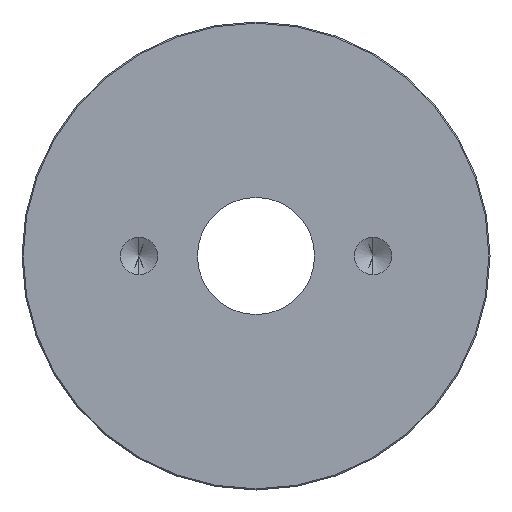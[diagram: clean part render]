
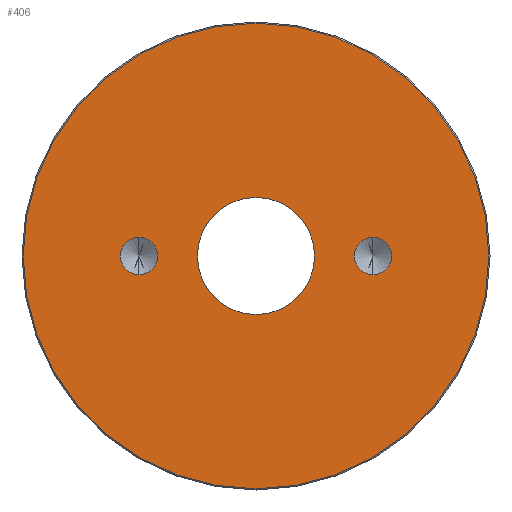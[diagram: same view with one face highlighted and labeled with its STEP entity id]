
A CAD part, front view. The second image highlights one B-rep face of the part: STEP entity #406.
In plain terms, the highlighted planar face has unit normal (0, -1, 0).
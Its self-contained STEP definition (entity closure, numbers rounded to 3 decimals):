
#25 = AXIS2_PLACEMENT_3D ( 'NONE', #724, #894, #940 ) ;
#33 = ORIENTED_EDGE ( 'NONE', *, *, #108, .F. ) ;
#41 = DIRECTION ( 'NONE',  ( 0., 0., -1. ) ) ;
#44 = VERTEX_POINT ( 'NONE', #85 ) ;
#46 = PLANE ( 'NONE',  #376 ) ;
#52 = ORIENTED_EDGE ( 'NONE', *, *, #683, .F. ) ;
#75 = VERTEX_POINT ( 'NONE', #1349 ) ;
#85 = CARTESIAN_POINT ( 'NONE',  ( -12.7, 0., 2.019 ) ) ;
#100 = VERTEX_POINT ( 'NONE', #129 ) ;
#106 = CIRCLE ( 'NONE', #25, 2.019 ) ;
#108 = EDGE_CURVE ( 'NONE', #812, #44, #764, .T. ) ;
#113 = EDGE_CURVE ( 'NONE', #1097, #829, #515, .T. ) ;
#129 = CARTESIAN_POINT ( 'NONE',  ( 0., 0., -6.35 ) ) ;
#134 = CARTESIAN_POINT ( 'NONE',  ( -12.7, 0., -2.019 ) ) ;
#161 = DIRECTION ( 'NONE',  ( 0., 0., 1. ) ) ;
#172 = DIRECTION ( 'NONE',  ( 0., -1., 0. ) ) ;
#177 = CARTESIAN_POINT ( 'NONE',  ( 0., 0., 0. ) ) ;
#200 = EDGE_CURVE ( 'NONE', #698, #828, #106, .T. ) ;
#203 = EDGE_LOOP ( 'NONE', ( #52, #1055 ) ) ;
#214 = CARTESIAN_POINT ( 'NONE',  ( 0., 0., 0. ) ) ;
#236 = EDGE_CURVE ( 'NONE', #828, #698, #589, .T. ) ;
#251 = ORIENTED_EDGE ( 'NONE', *, *, #236, .F. ) ;
#279 = CIRCLE ( 'NONE', #897, 25.273 ) ;
#281 = DIRECTION ( 'NONE',  ( 0., -1., 0. ) ) ;
#314 = EDGE_CURVE ( 'NONE', #829, #1097, #279, .T. ) ;
#339 = CARTESIAN_POINT ( 'NONE',  ( -12.7, 0., 0. ) ) ;
#344 = EDGE_LOOP ( 'NONE', ( #33, #838 ) ) ;
#376 = AXIS2_PLACEMENT_3D ( 'NONE', #1118, #1067, #1125 ) ;
#389 = DIRECTION ( 'NONE',  ( 0., 0., -1. ) ) ;
#398 = FACE_BOUND ( 'NONE', #1011, .T. ) ;
#406 = ADVANCED_FACE ( 'NONE', ( #430, #1250, #690, #398 ), #46, .F. ) ;
#430 = FACE_OUTER_BOUND ( 'NONE', #951, .T. ) ;
#469 = DIRECTION ( 'NONE',  ( 0., 0., -1. ) ) ;
#470 = CARTESIAN_POINT ( 'NONE',  ( 0., 0., 0. ) ) ;
#479 = DIRECTION ( 'NONE',  ( 0., 0., 1. ) ) ;
#508 = DIRECTION ( 'NONE',  ( 0., 0., -1. ) ) ;
#509 = DIRECTION ( 'NONE',  ( 0., 0., -1. ) ) ;
#514 = DIRECTION ( 'NONE',  ( 0., -1., 0. ) ) ;
#515 = CIRCLE ( 'NONE', #985, 25.273 ) ;
#519 = ORIENTED_EDGE ( 'NONE', *, *, #113, .T. ) ;
#532 = AXIS2_PLACEMENT_3D ( 'NONE', #950, #640, #508 ) ;
#589 = CIRCLE ( 'NONE', #532, 2.019 ) ;
#640 = DIRECTION ( 'NONE',  ( 0., -1., 0. ) ) ;
#680 = EDGE_CURVE ( 'NONE', #44, #812, #831, .T. ) ;
#683 = EDGE_CURVE ( 'NONE', #100, #75, #1133, .T. ) ;
#690 = FACE_BOUND ( 'NONE', #344, .T. ) ;
#691 = AXIS2_PLACEMENT_3D ( 'NONE', #1171, #514, #509 ) ;
#698 = VERTEX_POINT ( 'NONE', #1163 ) ;
#724 = CARTESIAN_POINT ( 'NONE',  ( 12.7, 0., 0. ) ) ;
#749 = AXIS2_PLACEMENT_3D ( 'NONE', #470, #960, #469 ) ;
#764 = CIRCLE ( 'NONE', #1062, 2.019 ) ;
#812 = VERTEX_POINT ( 'NONE', #134 ) ;
#828 = VERTEX_POINT ( 'NONE', #930 ) ;
#829 = VERTEX_POINT ( 'NONE', #1111 ) ;
#831 = CIRCLE ( 'NONE', #691, 2.019 ) ;
#838 = ORIENTED_EDGE ( 'NONE', *, *, #680, .F. ) ;
#865 = CARTESIAN_POINT ( 'NONE',  ( 0., 0., 0. ) ) ;
#894 = DIRECTION ( 'NONE',  ( 0., -1., 0. ) ) ;
#897 = AXIS2_PLACEMENT_3D ( 'NONE', #177, #172, #161 ) ;
#902 = EDGE_CURVE ( 'NONE', #75, #100, #1155, .T. ) ;
#921 = AXIS2_PLACEMENT_3D ( 'NONE', #214, #1157, #41 ) ;
#930 = CARTESIAN_POINT ( 'NONE',  ( 12.7, 0., -2.019 ) ) ;
#940 = DIRECTION ( 'NONE',  ( 0., 0., -1. ) ) ;
#950 = CARTESIAN_POINT ( 'NONE',  ( 12.7, 0., 0. ) ) ;
#951 = EDGE_LOOP ( 'NONE', ( #519, #1295 ) ) ;
#960 = DIRECTION ( 'NONE',  ( 0., -1., 0. ) ) ;
#985 = AXIS2_PLACEMENT_3D ( 'NONE', #865, #281, #479 ) ;
#1011 = EDGE_LOOP ( 'NONE', ( #251, #1248 ) ) ;
#1055 = ORIENTED_EDGE ( 'NONE', *, *, #902, .F. ) ;
#1062 = AXIS2_PLACEMENT_3D ( 'NONE', #339, #1372, #389 ) ;
#1067 = DIRECTION ( 'NONE',  ( 0., 1., 0. ) ) ;
#1097 = VERTEX_POINT ( 'NONE', #1353 ) ;
#1111 = CARTESIAN_POINT ( 'NONE',  ( 0., 0., -25.273 ) ) ;
#1118 = CARTESIAN_POINT ( 'NONE',  ( 0., 0., 0. ) ) ;
#1125 = DIRECTION ( 'NONE',  ( 0., 0., 1. ) ) ;
#1133 = CIRCLE ( 'NONE', #749, 6.35 ) ;
#1155 = CIRCLE ( 'NONE', #921, 6.35 ) ;
#1157 = DIRECTION ( 'NONE',  ( 0., -1., 0. ) ) ;
#1163 = CARTESIAN_POINT ( 'NONE',  ( 12.7, 0., 2.019 ) ) ;
#1171 = CARTESIAN_POINT ( 'NONE',  ( -12.7, 0., 0. ) ) ;
#1248 = ORIENTED_EDGE ( 'NONE', *, *, #200, .F. ) ;
#1250 = FACE_BOUND ( 'NONE', #203, .T. ) ;
#1295 = ORIENTED_EDGE ( 'NONE', *, *, #314, .T. ) ;
#1349 = CARTESIAN_POINT ( 'NONE',  ( 0., 0., 6.35 ) ) ;
#1353 = CARTESIAN_POINT ( 'NONE',  ( 0., 0., 25.273 ) ) ;
#1372 = DIRECTION ( 'NONE',  ( 0., -1., 0. ) ) ;
